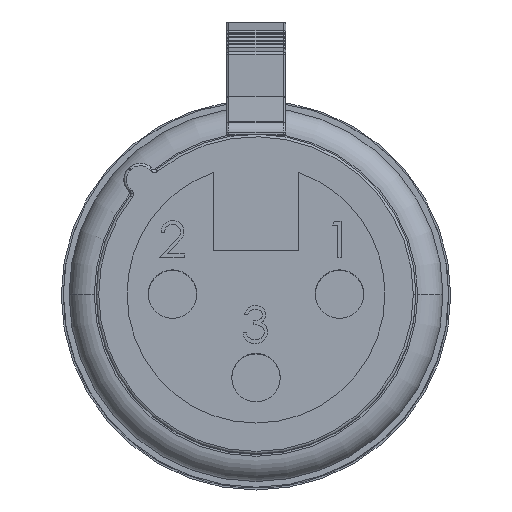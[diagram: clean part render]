
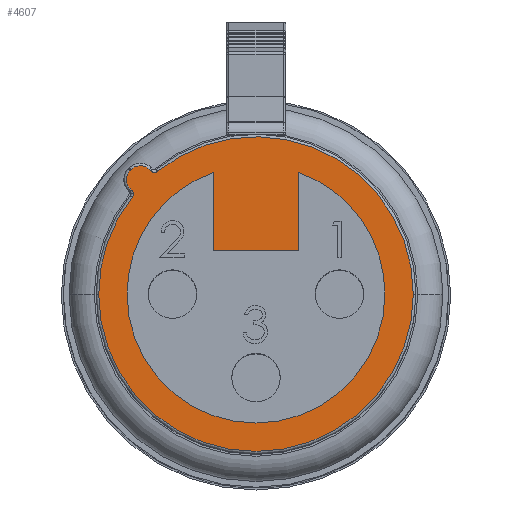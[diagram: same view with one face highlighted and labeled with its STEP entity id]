
A CAD part, top view. The second image highlights one B-rep face of the part: STEP entity #4607.
In plain terms, the highlighted planar face has unit normal (0, 0, 1).
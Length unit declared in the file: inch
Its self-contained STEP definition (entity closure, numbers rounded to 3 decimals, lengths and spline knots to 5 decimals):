
#648 = CIRCLE ( 'NONE', #704, 0.305 ) ;
#675 = DIRECTION ( 'NONE',  ( 0.711, -0.704, 0. ) ) ;
#676 = VECTOR ( 'NONE', #675, 39.37008 ) ;
#677 = CARTESIAN_POINT ( 'NONE',  ( -0.01847, -0.01866, 0.104 ) ) ;
#678 = LINE ( 'NONE', #677, #676 ) ;
#680 = DIRECTION ( 'NONE',  ( 1., 0., 0. ) ) ;
#681 = DIRECTION ( 'NONE',  ( 0., 0., 1. ) ) ;
#682 = CARTESIAN_POINT ( 'NONE',  ( -0.19687, 0.2459, 0.104 ) ) ;
#683 = AXIS2_PLACEMENT_3D ( 'NONE', #682, #681, #680 ) ;
#684 = CIRCLE ( 'NONE', #683, 0.01 ) ;
#685 = CARTESIAN_POINT ( 'NONE',  ( -0.24367, 0.20428, 0.104 ) ) ;
#691 = DIRECTION ( 'NONE',  ( 1., 0., 0. ) ) ;
#692 = DIRECTION ( 'NONE',  ( 0., 0., 1. ) ) ;
#693 = CARTESIAN_POINT ( 'NONE',  ( -0.24788, 0.19437, 0.104 ) ) ;
#694 = AXIS2_PLACEMENT_3D ( 'NONE', #693, #692, #691 ) ;
#695 = CIRCLE ( 'NONE', #694, 0.01 ) ;
#696 = CARTESIAN_POINT ( 'NONE',  ( -0.19062, 0.23809, 0.104 ) ) ;
#701 = DIRECTION ( 'NONE',  ( 1., 0., 0. ) ) ;
#702 = DIRECTION ( 'NONE',  ( 0., 0., 1. ) ) ;
#703 = CARTESIAN_POINT ( 'NONE',  ( 0., 0., 0.104 ) ) ;
#704 = AXIS2_PLACEMENT_3D ( 'NONE', #703, #702, #701 ) ;
#706 = DIRECTION ( 'NONE',  ( 1., 0., 0. ) ) ;
#707 = DIRECTION ( 'NONE',  ( 0., 0., 1. ) ) ;
#708 = CARTESIAN_POINT ( 'NONE',  ( 0., 0., 0.104 ) ) ;
#709 = AXIS2_PLACEMENT_3D ( 'NONE', #708, #707, #706 ) ;
#714 = CIRCLE ( 'NONE', #709, 0.25 ) ;
#728 = CIRCLE ( 'NONE', #794, 0.025 ) ;
#731 = CARTESIAN_POINT ( 'NONE',  ( -0.24209, 0.24141, 0.104 ) ) ;
#732 = CARTESIAN_POINT ( 'NONE',  ( -0.24084, 0.20148, 0.104 ) ) ;
#738 = DIRECTION ( 'NONE',  ( -0.704, -0.711, 0. ) ) ;
#739 = VECTOR ( 'NONE', #738, 39.37008 ) ;
#740 = CARTESIAN_POINT ( 'NONE',  ( -0.24297, 0.24053, 0.104 ) ) ;
#741 = LINE ( 'NONE', #740, #739 ) ;
#743 = DIRECTION ( 'NONE',  ( 1., 0., 0. ) ) ;
#744 = DIRECTION ( 'NONE',  ( 0., 0., 1. ) ) ;
#745 = CARTESIAN_POINT ( 'NONE',  ( -0.22609, 0.22205, 0.104 ) ) ;
#746 = AXIS2_PLACEMENT_3D ( 'NONE', #745, #744, #743 ) ;
#747 = CIRCLE ( 'NONE', #746, 0.025 ) ;
#774 = CARTESIAN_POINT ( 'NONE',  ( -0.20674, 0.24159, 0.104 ) ) ;
#775 = CARTESIAN_POINT ( 'NONE',  ( -0.20391, 0.23879, 0.104 ) ) ;
#787 = DIRECTION ( 'NONE',  ( -0.711, 0.704, 0. ) ) ;
#788 = VECTOR ( 'NONE', #787, 39.37008 ) ;
#789 = CARTESIAN_POINT ( 'NONE',  ( 0.01847, 0.01866, 0.104 ) ) ;
#790 = LINE ( 'NONE', #789, #788 ) ;
#791 = DIRECTION ( 'NONE',  ( 1., 0., 0. ) ) ;
#792 = DIRECTION ( 'NONE',  ( 0., 0., 1. ) ) ;
#793 = CARTESIAN_POINT ( 'NONE',  ( -0.22433, 0.22383, 0.104 ) ) ;
#794 = AXIS2_PLACEMENT_3D ( 'NONE', #793, #792, #791 ) ;
#970 = DIRECTION ( 'NONE',  ( 1., 0., 0. ) ) ;
#971 = DIRECTION ( 'NONE',  ( 0., 0., 1. ) ) ;
#972 = CARTESIAN_POINT ( 'NONE',  ( 0., 0., 0.104 ) ) ;
#973 = AXIS2_PLACEMENT_3D ( 'NONE', #972, #971, #970 ) ;
#974 = CIRCLE ( 'NONE', #973, 0.25 ) ;
#1031 = CARTESIAN_POINT ( 'NONE',  ( 0.083, 0.23582, 0.104 ) ) ;
#1079 = CARTESIAN_POINT ( 'NONE',  ( -0.083, 0.23582, 0.104 ) ) ;
#3419 = DIRECTION ( 'NONE',  ( 1., 0., 0. ) ) ;
#3420 = DIRECTION ( 'NONE',  ( 0., 0., 1. ) ) ;
#3421 = CARTESIAN_POINT ( 'NONE',  ( 0., 0., 0.104 ) ) ;
#3422 = AXIS2_PLACEMENT_3D ( 'NONE', #3421, #3420, #3419 ) ;
#3423 = CIRCLE ( 'NONE', #3422, 0.305 ) ;
#3453 = CARTESIAN_POINT ( 'NONE',  ( 0.305, 0., 0.104 ) ) ;
#3484 = CARTESIAN_POINT ( 'NONE',  ( -0.23788, 0.19437, 0.104 ) ) ;
#3485 = CARTESIAN_POINT ( 'NONE',  ( -0.24001, 0.1882, 0.104 ) ) ;
#3486 = DIRECTION ( 'NONE',  ( 1., 0., 0. ) ) ;
#3487 = DIRECTION ( 'NONE',  ( 0., 0., 1. ) ) ;
#3488 = CARTESIAN_POINT ( 'NONE',  ( 0., 0., 0.104 ) ) ;
#3489 = AXIS2_PLACEMENT_3D ( 'NONE', #3488, #3487, #3486 ) ;
#3490 = CIRCLE ( 'NONE', #3489, 0.305 ) ;
#3572 = DIRECTION ( 'NONE',  ( 1., 0., 0. ) ) ;
#3573 = DIRECTION ( 'NONE',  ( 0., 0., 1. ) ) ;
#3574 = CARTESIAN_POINT ( 'NONE',  ( -0.24788, 0.19437, 0.104 ) ) ;
#3575 = AXIS2_PLACEMENT_3D ( 'NONE', #3574, #3573, #3572 ) ;
#3576 = CIRCLE ( 'NONE', #3575, 0.01 ) ;
#3623 = CARTESIAN_POINT ( 'NONE',  ( -0.305, 0., 0.104 ) ) ;
#3805 = FACE_OUTER_BOUND ( 'NONE', #4613, .T. ) ;
#3806 = CARTESIAN_POINT ( 'NONE',  ( -0.24385, 0.23964, 0.104 ) ) ;
#3845 = DIRECTION ( 'NONE',  ( 1., 0., 0. ) ) ;
#3846 = DIRECTION ( 'NONE',  ( 0., 0., 1. ) ) ;
#3847 = AXIS2_PLACEMENT_3D ( 'NONE', #3849, #3846, #3845 ) ;
#3849 = CARTESIAN_POINT ( 'NONE',  ( 0., 0., 0.104 ) ) ;
#3850 = PLANE ( 'NONE',  #3847 ) ;
#3851 = FACE_BOUND ( 'NONE', #5277, .T. ) ;
#4433 = EDGE_CURVE ( 'NONE', #4510, #4444, #3423, .T. ) ;
#4444 = VERTEX_POINT ( 'NONE', #3453 ) ;
#4456 = EDGE_CURVE ( 'NONE', #4458, #4510, #3490, .T. ) ;
#4458 = VERTEX_POINT ( 'NONE', #3485 ) ;
#4459 = VERTEX_POINT ( 'NONE', #3484 ) ;
#4502 = EDGE_CURVE ( 'NONE', #4458, #4459, #3576, .T. ) ;
#4510 = VERTEX_POINT ( 'NONE', #3623 ) ;
#4604 = VERTEX_POINT ( 'NONE', #3806 ) ;
#4607 = ADVANCED_FACE ( 'NONE', ( #3805, #3851 ), #3850, .T. ) ;
#4610 = ORIENTED_EDGE ( 'NONE', *, *, #5251, .T. ) ;
#4613 = EDGE_LOOP ( 'NONE', ( #4610, #5322, #5337, #5170, #5117, #5186, #5188, #5390, #5459, #5351, #5344 ) ) ;
#5117 = ORIENTED_EDGE ( 'NONE', *, *, #4456, .T. ) ;
#5126 = EDGE_CURVE ( 'NONE', #4444, #5173, #648, .T. ) ;
#5170 = ORIENTED_EDGE ( 'NONE', *, *, #4502, .F. ) ;
#5173 = VERTEX_POINT ( 'NONE', #696 ) ;
#5186 = ORIENTED_EDGE ( 'NONE', *, *, #4433, .T. ) ;
#5188 = ORIENTED_EDGE ( 'NONE', *, *, #5126, .T. ) ;
#5198 = EDGE_CURVE ( 'NONE', #4459, #5308, #695, .T. ) ;
#5207 = VERTEX_POINT ( 'NONE', #685 ) ;
#5219 = EDGE_CURVE ( 'NONE', #5412, #5173, #684, .T. ) ;
#5224 = EDGE_CURVE ( 'NONE', #5207, #5308, #678, .T. ) ;
#5231 = EDGE_CURVE ( 'NONE', #6007, #8052, #714, .T. ) ;
#5247 = ORIENTED_EDGE ( 'NONE', *, *, #5231, .F. ) ;
#5251 = EDGE_CURVE ( 'NONE', #4604, #5207, #747, .T. ) ;
#5272 = ORIENTED_EDGE ( 'NONE', *, *, #7603, .F. ) ;
#5277 = EDGE_LOOP ( 'NONE', ( #5247, #5272, #7600, #7576, #7591, #7571 ) ) ;
#5291 = EDGE_CURVE ( 'NONE', #5331, #4604, #741, .T. ) ;
#5308 = VERTEX_POINT ( 'NONE', #732 ) ;
#5322 = ORIENTED_EDGE ( 'NONE', *, *, #5224, .T. ) ;
#5331 = VERTEX_POINT ( 'NONE', #731 ) ;
#5337 = ORIENTED_EDGE ( 'NONE', *, *, #5198, .F. ) ;
#5344 = ORIENTED_EDGE ( 'NONE', *, *, #5291, .T. ) ;
#5351 = ORIENTED_EDGE ( 'NONE', *, *, #5362, .T. ) ;
#5362 = EDGE_CURVE ( 'NONE', #5436, #5331, #728, .T. ) ;
#5383 = EDGE_CURVE ( 'NONE', #5412, #5436, #790, .T. ) ;
#5390 = ORIENTED_EDGE ( 'NONE', *, *, #5219, .F. ) ;
#5412 = VERTEX_POINT ( 'NONE', #775 ) ;
#5436 = VERTEX_POINT ( 'NONE', #774 ) ;
#5459 = ORIENTED_EDGE ( 'NONE', *, *, #5383, .T. ) ;
#5968 = EDGE_CURVE ( 'NONE', #8053, #6000, #974, .T. ) ;
#6000 = VERTEX_POINT ( 'NONE', #1031 ) ;
#6007 = VERTEX_POINT ( 'NONE', #1079 ) ;
#7571 = ORIENTED_EDGE ( 'NONE', *, *, #8054, .F. ) ;
#7574 = EDGE_CURVE ( 'NONE', #6000, #7578, #10997, .T. ) ;
#7576 = ORIENTED_EDGE ( 'NONE', *, *, #7574, .F. ) ;
#7578 = VERTEX_POINT ( 'NONE', #10988 ) ;
#7591 = ORIENTED_EDGE ( 'NONE', *, *, #5968, .F. ) ;
#7599 = EDGE_CURVE ( 'NONE', #7578, #7602, #11054, .T. ) ;
#7600 = ORIENTED_EDGE ( 'NONE', *, *, #7599, .F. ) ;
#7602 = VERTEX_POINT ( 'NONE', #11050 ) ;
#7603 = EDGE_CURVE ( 'NONE', #7602, #6007, #11049, .T. ) ;
#8052 = VERTEX_POINT ( 'NONE', #12051 ) ;
#8053 = VERTEX_POINT ( 'NONE', #12050 ) ;
#8054 = EDGE_CURVE ( 'NONE', #8052, #8053, #12049, .T. ) ;
#10988 = CARTESIAN_POINT ( 'NONE',  ( 0.083, 0.08453, 0.104 ) ) ;
#10994 = DIRECTION ( 'NONE',  ( 0., -1., 0. ) ) ;
#10995 = VECTOR ( 'NONE', #10994, 39.37008 ) ;
#10996 = CARTESIAN_POINT ( 'NONE',  ( 0.083, 0.08453, 0.104 ) ) ;
#10997 = LINE ( 'NONE', #10996, #10995 ) ;
#11046 = DIRECTION ( 'NONE',  ( 0., 1., 0. ) ) ;
#11047 = VECTOR ( 'NONE', #11046, 39.37008 ) ;
#11048 = CARTESIAN_POINT ( 'NONE',  ( -0.083, 0.08453, 0.104 ) ) ;
#11049 = LINE ( 'NONE', #11048, #11047 ) ;
#11050 = CARTESIAN_POINT ( 'NONE',  ( -0.083, 0.08453, 0.104 ) ) ;
#11051 = DIRECTION ( 'NONE',  ( -1., 0., 0. ) ) ;
#11052 = VECTOR ( 'NONE', #11051, 39.37008 ) ;
#11053 = CARTESIAN_POINT ( 'NONE',  ( -0.083, 0.08453, 0.104 ) ) ;
#11054 = LINE ( 'NONE', #11053, #11052 ) ;
#12045 = DIRECTION ( 'NONE',  ( 1., 0., 0. ) ) ;
#12046 = DIRECTION ( 'NONE',  ( 0., 0., 1. ) ) ;
#12047 = CARTESIAN_POINT ( 'NONE',  ( 0., 0., 0.104 ) ) ;
#12048 = AXIS2_PLACEMENT_3D ( 'NONE', #12047, #12046, #12045 ) ;
#12049 = CIRCLE ( 'NONE', #12048, 0.25 ) ;
#12050 = CARTESIAN_POINT ( 'NONE',  ( 0.25, 0., 0.104 ) ) ;
#12051 = CARTESIAN_POINT ( 'NONE',  ( -0.25, 0., 0.104 ) ) ;
